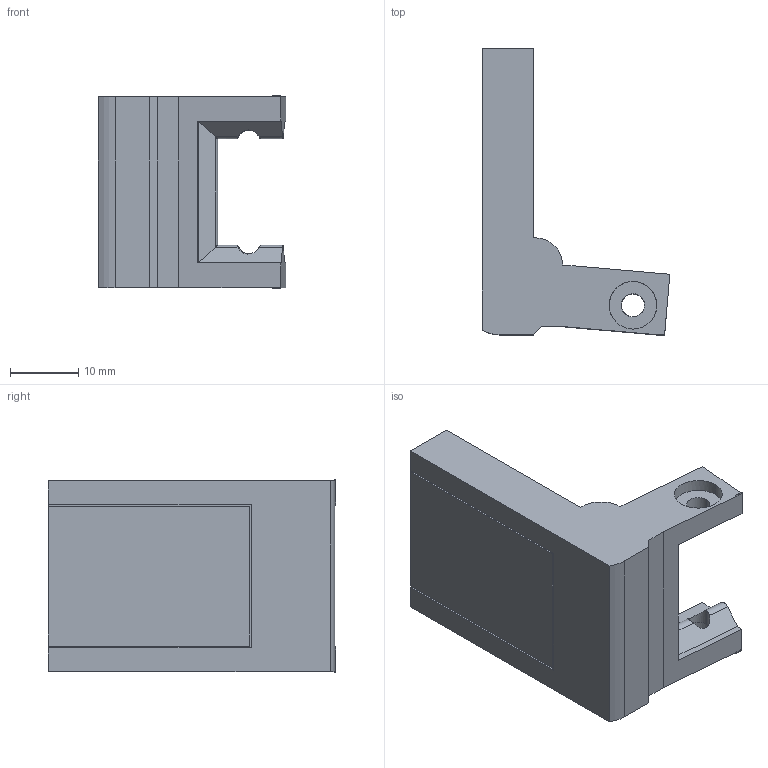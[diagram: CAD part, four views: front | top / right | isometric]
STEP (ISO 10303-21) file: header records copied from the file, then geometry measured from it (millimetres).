
FILE_DESCRIPTION (( 'STEP AP203' ), '1' );
FILE_NAME ('Blobifier Mount.STEP', '2024-06-16T19:58:19', ( '' ), ( '' ), 'SwSTEP 2.0', 'SolidWorks 2024', '' );
FILE_SCHEMA (( 'CONFIG_CONTROL_DESIGN' ));
Length unit declared in the file: millimetre
Products named in the file (1): Blobifier Mount
Bounding box: 27.53 x 42.1 x 28.4 mm (x, y, z)
Volume: 11688.3 mm3; surface area: 6296.1 mm2
Topology: 2 solids, 2 shells, 66 faces, 178 edges, 116 vertices
Faces by surface type: plane 42, cylinder 24
Entity records: 2179 total; most frequent: CARTESIAN_POINT 445, ORIENTED_EDGE 356, DIRECTION 322, EDGE_CURVE 178, VECTOR 128, LINE 128, VERTEX_POINT 116, AXIS2_PLACEMENT_3D 97
